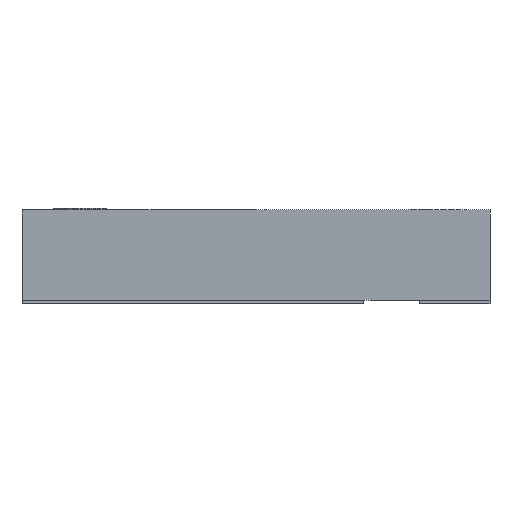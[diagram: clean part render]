
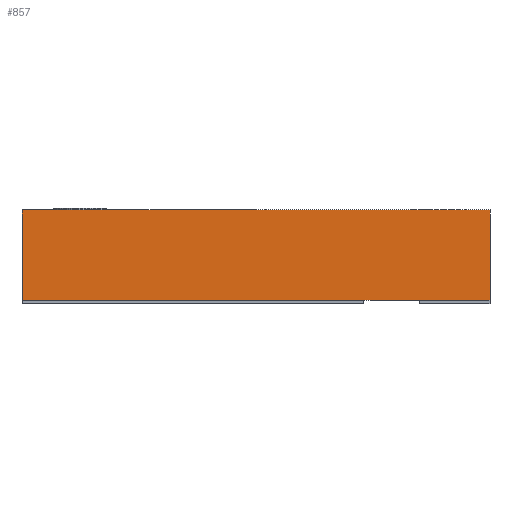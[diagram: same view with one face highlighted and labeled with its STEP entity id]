
A CAD part, left-side view. The second image highlights one B-rep face of the part: STEP entity #857.
In plain terms, the highlighted planar face has unit normal (-1, 0, 0).
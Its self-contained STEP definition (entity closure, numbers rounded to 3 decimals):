
#137 = FACE_OUTER_BOUND ( 'NONE', #5478, .T. ) ;
#857 = ADVANCED_FACE ( 'NONE', ( #137 ), #4189, .T. ) ;
#993 = LINE ( 'NONE', #9265, #14931 ) ;
#1026 = LINE ( 'NONE', #15051, #11234 ) ;
#1223 = VERTEX_POINT ( 'NONE', #5155 ) ;
#1403 = DIRECTION ( 'NONE',  ( -1., 0., 0. ) ) ;
#1468 = EDGE_CURVE ( 'NONE', #1223, #7688, #993, .T. ) ;
#1837 = CARTESIAN_POINT ( 'NONE',  ( -1.5, -1.5, -0.58 ) ) ;
#3981 = CARTESIAN_POINT ( 'NONE',  ( -1.5, 1.5, -0.58 ) ) ;
#4189 = PLANE ( 'NONE',  #14284 ) ;
#4265 = DIRECTION ( 'NONE',  ( 0., 0., 1. ) ) ;
#4380 = CARTESIAN_POINT ( 'NONE',  ( -1.5, -1.5, -0.58 ) ) ;
#5155 = CARTESIAN_POINT ( 'NONE',  ( -1.5, 1.5, 0. ) ) ;
#5330 = DIRECTION ( 'NONE',  ( 0., -1., 0. ) ) ;
#5478 = EDGE_LOOP ( 'NONE', ( #5910, #16970, #12547, #8870 ) ) ;
#5844 = VECTOR ( 'NONE', #4265, 1000. ) ;
#5910 = ORIENTED_EDGE ( 'NONE', *, *, #1468, .F. ) ;
#6208 = EDGE_CURVE ( 'NONE', #14065, #9521, #1026, .T. ) ;
#6496 = DIRECTION ( 'NONE',  ( 0., -1., 0. ) ) ;
#6585 = DIRECTION ( 'NONE',  ( 0., 0., 1. ) ) ;
#6855 = EDGE_CURVE ( 'NONE', #14065, #1223, #9740, .T. ) ;
#7688 = VERTEX_POINT ( 'NONE', #11204 ) ;
#7995 = LINE ( 'NONE', #15120, #10539 ) ;
#8870 = ORIENTED_EDGE ( 'NONE', *, *, #10954, .T. ) ;
#9265 = CARTESIAN_POINT ( 'NONE',  ( -1.5, -1.5, 0. ) ) ;
#9521 = VERTEX_POINT ( 'NONE', #1837 ) ;
#9740 = LINE ( 'NONE', #16470, #5844 ) ;
#10539 = VECTOR ( 'NONE', #6585, 1000. ) ;
#10954 = EDGE_CURVE ( 'NONE', #9521, #7688, #7995, .T. ) ;
#11204 = CARTESIAN_POINT ( 'NONE',  ( -1.5, -1.5, 0. ) ) ;
#11234 = VECTOR ( 'NONE', #5330, 1000. ) ;
#12547 = ORIENTED_EDGE ( 'NONE', *, *, #6208, .T. ) ;
#14065 = VERTEX_POINT ( 'NONE', #3981 ) ;
#14284 = AXIS2_PLACEMENT_3D ( 'NONE', #4380, #1403, #16399 ) ;
#14931 = VECTOR ( 'NONE', #6496, 1000. ) ;
#15051 = CARTESIAN_POINT ( 'NONE',  ( -1.5, -1.5, -0.58 ) ) ;
#15120 = CARTESIAN_POINT ( 'NONE',  ( -1.5, -1.5, -0.58 ) ) ;
#16399 = DIRECTION ( 'NONE',  ( 0., 0., 1. ) ) ;
#16470 = CARTESIAN_POINT ( 'NONE',  ( -1.5, 1.5, -0.58 ) ) ;
#16970 = ORIENTED_EDGE ( 'NONE', *, *, #6855, .F. ) ;
